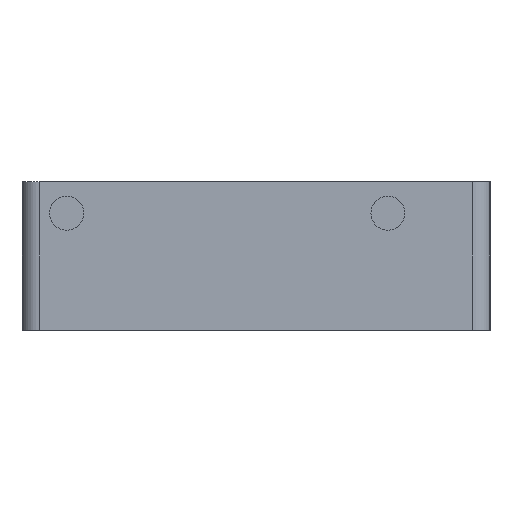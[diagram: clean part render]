
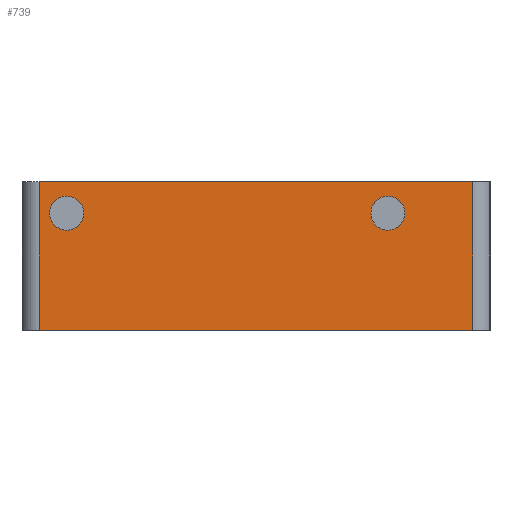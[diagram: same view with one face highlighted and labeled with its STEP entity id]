
A CAD part, left-side view. The second image highlights one B-rep face of the part: STEP entity #739.
In plain terms, the highlighted planar face has unit normal (-1, 0, 0).
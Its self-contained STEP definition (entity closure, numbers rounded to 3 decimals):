
#67=FACE_BOUND('',#160,.T.);
#68=FACE_BOUND('',#161,.T.);
#86=PLANE('',#826);
#115=FACE_OUTER_BOUND('',#159,.T.);
#159=EDGE_LOOP('',(#570,#571,#572,#573));
#160=EDGE_LOOP('',(#574));
#161=EDGE_LOOP('',(#575));
#215=LINE('',#1194,#269);
#224=LINE('',#1230,#278);
#226=LINE('',#1236,#280);
#227=LINE('',#1237,#281);
#269=VECTOR('',#935,10.);
#278=VECTOR('',#972,10.);
#280=VECTOR('',#978,10.);
#281=VECTOR('',#979,10.);
#322=CIRCLE('',#817,2.);
#324=CIRCLE('',#821,2.);
#372=VERTEX_POINT('',#1191);
#373=VERTEX_POINT('',#1193);
#382=VERTEX_POINT('',#1215);
#384=VERTEX_POINT('',#1222);
#386=VERTEX_POINT('',#1229);
#388=VERTEX_POINT('',#1235);
#441=EDGE_CURVE('',#372,#373,#215,.T.);
#452=EDGE_CURVE('',#382,#382,#322,.T.);
#455=EDGE_CURVE('',#384,#384,#324,.T.);
#458=EDGE_CURVE('',#373,#386,#224,.T.);
#461=EDGE_CURVE('',#388,#372,#226,.T.);
#462=EDGE_CURVE('',#388,#386,#227,.T.);
#570=ORIENTED_EDGE('',*,*,#458,.F.);
#571=ORIENTED_EDGE('',*,*,#441,.F.);
#572=ORIENTED_EDGE('',*,*,#461,.F.);
#573=ORIENTED_EDGE('',*,*,#462,.T.);
#574=ORIENTED_EDGE('',*,*,#452,.T.);
#575=ORIENTED_EDGE('',*,*,#455,.T.);
#739=ADVANCED_FACE('',(#115,#67,#68),#86,.T.);
#817=AXIS2_PLACEMENT_3D('',#1216,#954,#955);
#821=AXIS2_PLACEMENT_3D('',#1223,#963,#964);
#826=AXIS2_PLACEMENT_3D('',#1234,#976,#977);
#935=DIRECTION('',(0.,-1.,0.));
#954=DIRECTION('center_axis',(1.,0.,0.));
#955=DIRECTION('ref_axis',(0.,0.,1.));
#963=DIRECTION('center_axis',(1.,0.,0.));
#964=DIRECTION('ref_axis',(0.,0.,1.));
#972=DIRECTION('',(0.,0.,-1.));
#976=DIRECTION('center_axis',(-1.,0.,0.));
#977=DIRECTION('ref_axis',(0.,0.,-1.));
#978=DIRECTION('',(0.,0.,1.));
#979=DIRECTION('',(0.,-1.,0.));
#1191=CARTESIAN_POINT('',(-21.,35.5,17.5));
#1193=CARTESIAN_POINT('',(-21.,-15.5,17.5));
#1194=CARTESIAN_POINT('',(-21.,37.5,17.5));
#1215=CARTESIAN_POINT('',(-21.,-5.5,11.788));
#1216=CARTESIAN_POINT('Origin',(-21.,-5.5,13.788));
#1222=CARTESIAN_POINT('',(-21.,32.25,11.788));
#1223=CARTESIAN_POINT('Origin',(-21.,32.25,13.788));
#1229=CARTESIAN_POINT('',(-21.,-15.5,0.));
#1230=CARTESIAN_POINT('',(-21.,-15.5,15.));
#1234=CARTESIAN_POINT('Origin',(-21.,37.5,17.5));
#1235=CARTESIAN_POINT('',(-21.,35.5,0.));
#1236=CARTESIAN_POINT('',(-21.,35.5,11.875));
#1237=CARTESIAN_POINT('',(-21.,37.5,0.));
